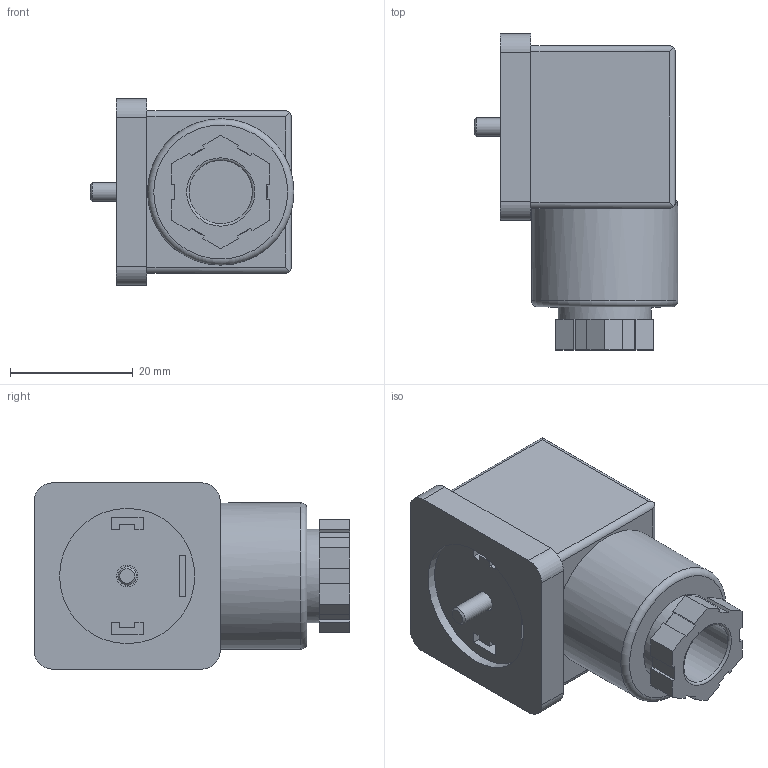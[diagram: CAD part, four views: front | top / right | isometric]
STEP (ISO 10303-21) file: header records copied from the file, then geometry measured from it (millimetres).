
FILE_DESCRIPTION(/* description */ ('STEP AP214'),/* implementation_level */ '2;1');
FILE_NAME(/* name */ '34583_MSSD-C',/* time_stamp */ '2024-09-11T20:18:56+02:00',/* author */ ('License CC BY-ND 4.0'),/* organization */ ('CADENAS'),/* preprocessor_version */ 'ST-DEVELOPER v19.3',/* originating_system */ 'PARTsolutions',/* authorisation */ ' ');
FILE_SCHEMA (('AUTOMOTIVE_DESIGN {1 0 10303 214 3 1 1}'));
Length unit declared in the file: millimetre
Products named in the file (1): 34583 MSSD-C---(0)
Bounding box: 33.15 x 51.4 x 30.3 mm (x, y, z)
Volume: 27436.5 mm3; surface area: 9466.8 mm2
Topology: 1 solids, 1 shells, 152 faces, 391 edges, 255 vertices
Faces by surface type: plane 111, cylinder 37, cone 2, torus 2
Full cylindrical faces by diameter (mm): 3 x1, 3.5 x1, 5.5 x1, 6 x1, 10.3 x1, 15.2 x1, 22 x1, 23.8 x1
Entity records: 5613 total; most frequent: CARTESIAN_POINT 802, DIRECTION 774, ORIENTED_EDGE 754, EDGE_CURVE 377, LINE 280, VECTOR 280, VERTEX_POINT 252, AXIS2_PLACEMENT_3D 247
